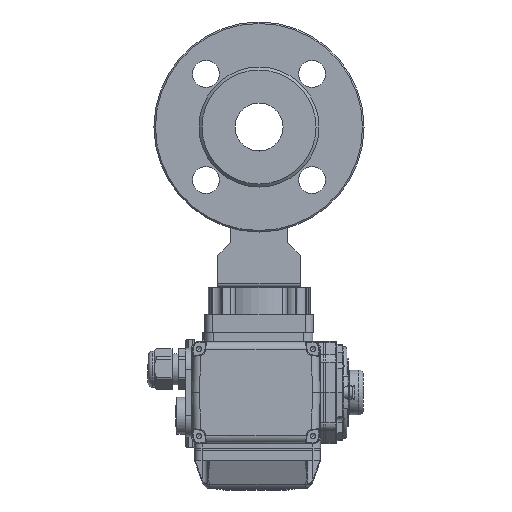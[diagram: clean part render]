
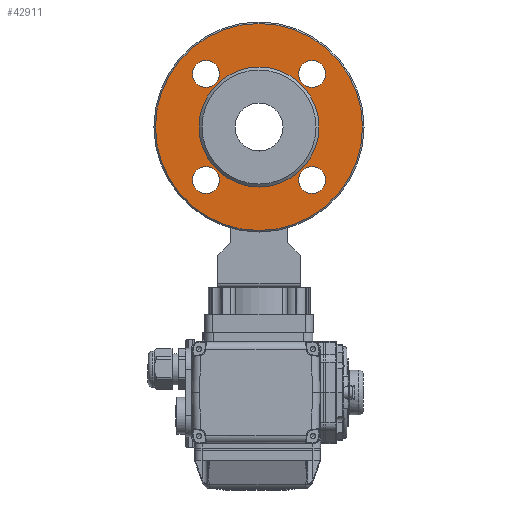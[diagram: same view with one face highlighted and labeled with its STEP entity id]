
A CAD part, front view. The second image highlights one B-rep face of the part: STEP entity #42911.
In plain terms, the highlighted planar face has unit normal (0, -1, 0).
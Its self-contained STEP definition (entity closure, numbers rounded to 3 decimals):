
#2866=CIRCLE('',#48413,69.);
#2867=CIRCLE('',#48414,9.);
#2868=CIRCLE('',#48415,9.);
#2869=CIRCLE('',#48416,9.);
#2870=CIRCLE('',#48417,9.);
#2871=CIRCLE('',#48418,40.);
#5582=ORIENTED_EDGE('',*,*,#18450,.T.);
#5583=ORIENTED_EDGE('',*,*,#18451,.F.);
#5584=ORIENTED_EDGE('',*,*,#18452,.F.);
#5585=ORIENTED_EDGE('',*,*,#18453,.F.);
#5586=ORIENTED_EDGE('',*,*,#18454,.F.);
#5587=ORIENTED_EDGE('',*,*,#18455,.T.);
#18450=EDGE_CURVE('',#24897,#24897,#2866,.T.);
#18451=EDGE_CURVE('',#24898,#24898,#2867,.T.);
#18452=EDGE_CURVE('',#24899,#24899,#2868,.T.);
#18453=EDGE_CURVE('',#24900,#24900,#2869,.T.);
#18454=EDGE_CURVE('',#24901,#24901,#2870,.T.);
#18455=EDGE_CURVE('',#24902,#24902,#2871,.T.);
#24897=VERTEX_POINT('',#67311);
#24898=VERTEX_POINT('',#67313);
#24899=VERTEX_POINT('',#67315);
#24900=VERTEX_POINT('',#67317);
#24901=VERTEX_POINT('',#67319);
#24902=VERTEX_POINT('',#67321);
#35515=EDGE_LOOP('',(#5582));
#35516=EDGE_LOOP('',(#5583));
#35517=EDGE_LOOP('',(#5584));
#35518=EDGE_LOOP('',(#5585));
#35519=EDGE_LOOP('',(#5586));
#35520=EDGE_LOOP('',(#5587));
#38718=FACE_BOUND('',#35515,.T.);
#38719=FACE_BOUND('',#35516,.T.);
#38720=FACE_BOUND('',#35517,.T.);
#38721=FACE_BOUND('',#35518,.T.);
#38722=FACE_BOUND('',#35519,.T.);
#38723=FACE_BOUND('',#35520,.T.);
#41862=PLANE('',#48412);
#42911=ADVANCED_FACE('',(#38718,#38719,#38720,#38721,#38722,#38723),#41862,
 .T.);
#48412=AXIS2_PLACEMENT_3D('',#67309,#53737,#53738);
#48413=AXIS2_PLACEMENT_3D('',#67310,#53739,#53740);
#48414=AXIS2_PLACEMENT_3D('',#67312,#53741,#53742);
#48415=AXIS2_PLACEMENT_3D('',#67314,#53743,#53744);
#48416=AXIS2_PLACEMENT_3D('',#67316,#53745,#53746);
#48417=AXIS2_PLACEMENT_3D('',#67318,#53747,#53748);
#48418=AXIS2_PLACEMENT_3D('',#67320,#53749,#53750);
#53737=DIRECTION('',(0.,-1.,0.));
#53738=DIRECTION('',(0.,0.,-1.));
#53739=DIRECTION('',(0.,-1.,0.));
#53740=DIRECTION('',(0.,0.,-1.));
#53741=DIRECTION('',(0.,-1.,0.));
#53742=DIRECTION('',(-1.,0.,0.));
#53743=DIRECTION('',(0.,-1.,0.));
#53744=DIRECTION('',(-1.,0.,0.));
#53745=DIRECTION('',(0.,-1.,0.));
#53746=DIRECTION('',(-1.,0.,0.));
#53747=DIRECTION('',(0.,-1.,0.));
#53748=DIRECTION('',(-1.,0.,0.));
#53749=DIRECTION('',(0.,1.,0.));
#53750=DIRECTION('',(1.,0.,0.));
#67309=CARTESIAN_POINT('',(0.,-63.,0.));
#67310=CARTESIAN_POINT('',(0.,-63.,0.));
#67311=CARTESIAN_POINT('',(0.,-63.,-69.));
#67312=CARTESIAN_POINT('',(35.355,-63.,35.355));
#67313=CARTESIAN_POINT('',(26.355,-63.,35.355));
#67314=CARTESIAN_POINT('',(-35.355,-63.,35.355));
#67315=CARTESIAN_POINT('',(-44.355,-63.,35.355));
#67316=CARTESIAN_POINT('',(-35.355,-63.,-35.355));
#67317=CARTESIAN_POINT('',(-44.355,-63.,-35.355));
#67318=CARTESIAN_POINT('',(35.355,-63.,-35.355));
#67319=CARTESIAN_POINT('',(26.355,-63.,-35.355));
#67320=CARTESIAN_POINT('',(0.,-63.,0.));
#67321=CARTESIAN_POINT('',(40.,-63.,0.));
